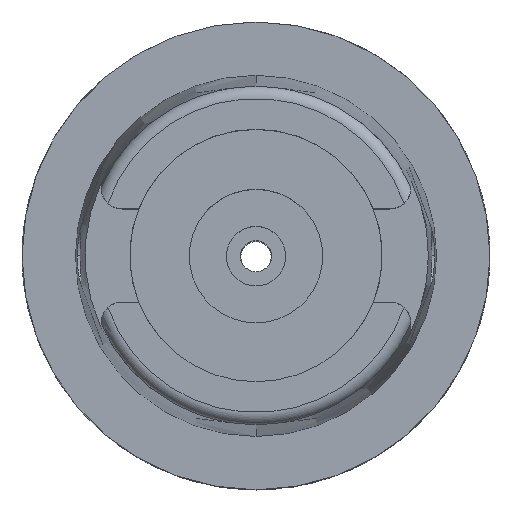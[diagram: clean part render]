
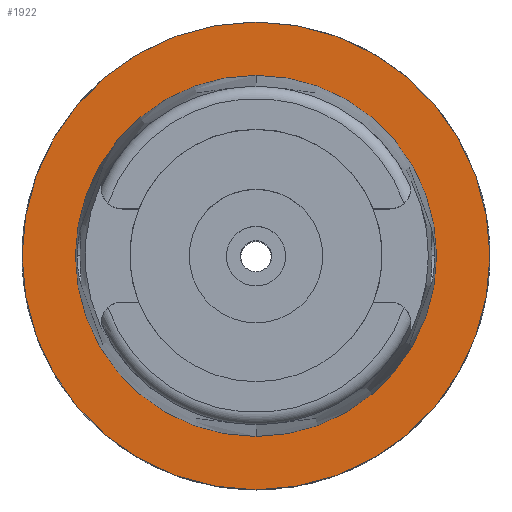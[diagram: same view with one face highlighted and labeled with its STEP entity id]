
A CAD part, top view. The second image highlights one B-rep face of the part: STEP entity #1922.
In plain terms, the highlighted planar face has unit normal (0, 0, 1).
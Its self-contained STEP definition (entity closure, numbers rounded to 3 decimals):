
#38 = DIRECTION ( 'NONE',  ( 1., 0., 0. ) ) ;
#86 = DIRECTION ( 'NONE',  ( 0., 0., -1. ) ) ;
#262 = DIRECTION ( 'NONE',  ( 0., -1., 0. ) ) ;
#363 = DIRECTION ( 'NONE',  ( 0., 0., 1. ) ) ;
#430 = CARTESIAN_POINT ( 'NONE',  ( 0., 0., 0. ) ) ;
#607 = CIRCLE ( 'NONE', #4480, 31.5 ) ;
#788 = CARTESIAN_POINT ( 'NONE',  ( 0., 0., 0. ) ) ;
#977 = DIRECTION ( 'NONE',  ( 0., -1., 0. ) ) ;
#1115 = EDGE_CURVE ( 'NONE', #1564, #1863, #607, .T. ) ;
#1309 = CIRCLE ( 'NONE', #2661, 24.315 ) ;
#1334 = AXIS2_PLACEMENT_3D ( 'NONE', #4674, #363, #38 ) ;
#1476 = CARTESIAN_POINT ( 'NONE',  ( 0., -31.5, 0. ) ) ;
#1564 = VERTEX_POINT ( 'NONE', #1476 ) ;
#1863 = VERTEX_POINT ( 'NONE', #4712 ) ;
#1922 = ADVANCED_FACE ( 'NONE', ( #4317, #4235 ), #3892, .T. ) ;
#2005 = CARTESIAN_POINT ( 'NONE',  ( 0., 0., 0. ) ) ;
#2179 = DIRECTION ( 'NONE',  ( 0., 1., 0. ) ) ;
#2580 = CIRCLE ( 'NONE', #3663, 31.5 ) ;
#2618 = CARTESIAN_POINT ( 'NONE',  ( 0., 0., 0. ) ) ;
#2661 = AXIS2_PLACEMENT_3D ( 'NONE', #2005, #3752, #262 ) ;
#2755 = EDGE_LOOP ( 'NONE', ( #4737, #3167 ) ) ;
#2980 = VERTEX_POINT ( 'NONE', #4298 ) ;
#3167 = ORIENTED_EDGE ( 'NONE', *, *, #4481, .F. ) ;
#3663 = AXIS2_PLACEMENT_3D ( 'NONE', #788, #4243, #3843 ) ;
#3737 = EDGE_LOOP ( 'NONE', ( #5136, #4686 ) ) ;
#3752 = DIRECTION ( 'NONE',  ( 0., 0., 1. ) ) ;
#3843 = DIRECTION ( 'NONE',  ( 0., 1., 0. ) ) ;
#3892 = PLANE ( 'NONE',  #1334 ) ;
#4157 = EDGE_CURVE ( 'NONE', #5343, #2980, #5540, .T. ) ;
#4211 = EDGE_CURVE ( 'NONE', #1863, #1564, #2580, .T. ) ;
#4235 = FACE_BOUND ( 'NONE', #2755, .T. ) ;
#4243 = DIRECTION ( 'NONE',  ( 0., 0., -1. ) ) ;
#4298 = CARTESIAN_POINT ( 'NONE',  ( 0., -24.315, 0. ) ) ;
#4317 = FACE_OUTER_BOUND ( 'NONE', #3737, .T. ) ;
#4480 = AXIS2_PLACEMENT_3D ( 'NONE', #2618, #86, #977 ) ;
#4481 = EDGE_CURVE ( 'NONE', #2980, #5343, #1309, .T. ) ;
#4674 = CARTESIAN_POINT ( 'NONE',  ( 0., 0., 0. ) ) ;
#4686 = ORIENTED_EDGE ( 'NONE', *, *, #1115, .F. ) ;
#4712 = CARTESIAN_POINT ( 'NONE',  ( 0., 31.5, 0. ) ) ;
#4737 = ORIENTED_EDGE ( 'NONE', *, *, #4157, .F. ) ;
#4740 = DIRECTION ( 'NONE',  ( 0., 0., 1. ) ) ;
#5136 = ORIENTED_EDGE ( 'NONE', *, *, #4211, .F. ) ;
#5167 = CARTESIAN_POINT ( 'NONE',  ( 0., 24.315, 0. ) ) ;
#5343 = VERTEX_POINT ( 'NONE', #5167 ) ;
#5448 = AXIS2_PLACEMENT_3D ( 'NONE', #430, #4740, #2179 ) ;
#5540 = CIRCLE ( 'NONE', #5448, 24.315 ) ;
